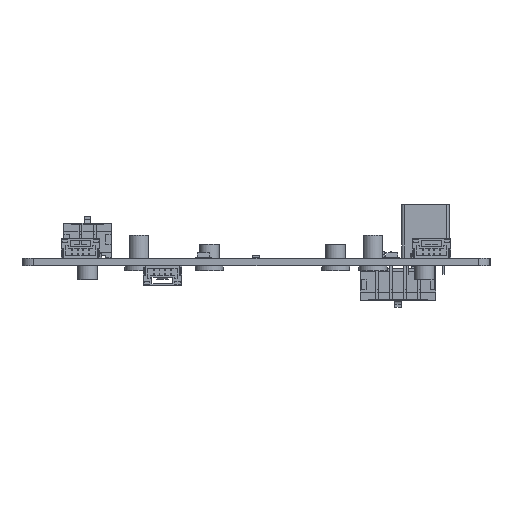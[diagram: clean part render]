
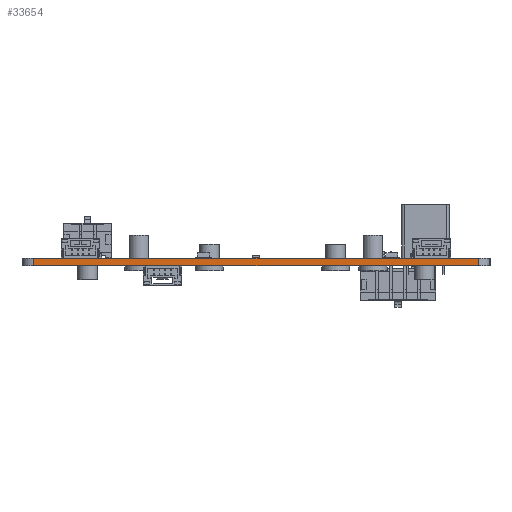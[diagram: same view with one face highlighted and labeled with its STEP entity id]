
A CAD part, left-side view. The second image highlights one B-rep face of the part: STEP entity #33654.
In plain terms, the highlighted planar face has unit normal (-1, 0, 0).
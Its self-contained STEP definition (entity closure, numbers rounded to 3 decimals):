
#29775 = VERTEX_POINT('',#29776);
#29776 = CARTESIAN_POINT('',(-90.,47.5,0.));
#29783 = EDGE_CURVE('',#29784,#29775,#29786,.T.);
#29784 = VERTEX_POINT('',#29785);
#29785 = CARTESIAN_POINT('',(-90.,-47.5,0.));
#29786 = LINE('',#29787,#29788);
#29787 = CARTESIAN_POINT('',(-90.,-47.5,0.));
#29788 = VECTOR('',#29789,1.);
#29789 = DIRECTION('',(0.,1.,0.));
#31701 = VERTEX_POINT('',#31702);
#31702 = CARTESIAN_POINT('',(-90.,47.5,1.51));
#31709 = EDGE_CURVE('',#31710,#31701,#31712,.T.);
#31710 = VERTEX_POINT('',#31711);
#31711 = CARTESIAN_POINT('',(-90.,-47.5,1.51));
#31712 = LINE('',#31713,#31714);
#31713 = CARTESIAN_POINT('',(-90.,-47.5,1.51));
#31714 = VECTOR('',#31715,1.);
#31715 = DIRECTION('',(0.,1.,0.));
#33624 = EDGE_CURVE('',#29775,#31701,#33625,.T.);
#33625 = LINE('',#33626,#33627);
#33626 = CARTESIAN_POINT('',(-90.,47.5,0.));
#33627 = VECTOR('',#33628,1.);
#33628 = DIRECTION('',(0.,0.,1.));
#33654 = ADVANCED_FACE('',(#33655),#33666,.T.);
#33655 = FACE_BOUND('',#33656,.T.);
#33656 = EDGE_LOOP('',(#33657,#33663,#33664,#33665));
#33657 = ORIENTED_EDGE('',*,*,#33658,.T.);
#33658 = EDGE_CURVE('',#29784,#31710,#33659,.T.);
#33659 = LINE('',#33660,#33661);
#33660 = CARTESIAN_POINT('',(-90.,-47.5,0.));
#33661 = VECTOR('',#33662,1.);
#33662 = DIRECTION('',(0.,0.,1.));
#33663 = ORIENTED_EDGE('',*,*,#31709,.T.);
#33664 = ORIENTED_EDGE('',*,*,#33624,.F.);
#33665 = ORIENTED_EDGE('',*,*,#29783,.F.);
#33666 = PLANE('',#33667);
#33667 = AXIS2_PLACEMENT_3D('',#33668,#33669,#33670);
#33668 = CARTESIAN_POINT('',(-90.,-47.5,0.));
#33669 = DIRECTION('',(-1.,0.,0.));
#33670 = DIRECTION('',(0.,1.,0.));
